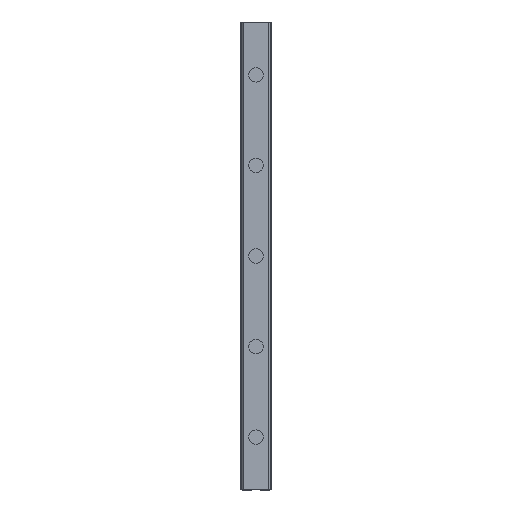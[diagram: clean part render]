
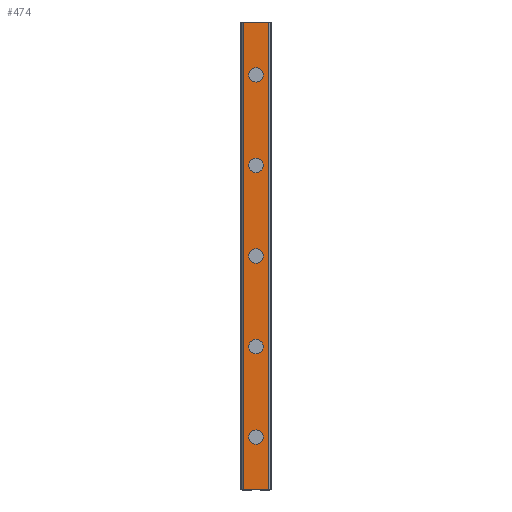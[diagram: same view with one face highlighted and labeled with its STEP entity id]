
A CAD part, top view. The second image highlights one B-rep face of the part: STEP entity #474.
In plain terms, the highlighted planar face has unit normal (0, 0, 1).
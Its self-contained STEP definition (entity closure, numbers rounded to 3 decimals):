
#474=ADVANCED_FACE('',(#970,#971,#972,#973,#974,#975),#976,.T.);
#970=FACE_BOUND('',#1481,.T.);
#971=FACE_BOUND('',#1482,.T.);
#972=FACE_BOUND('',#1483,.T.);
#973=FACE_BOUND('',#1484,.T.);
#974=FACE_BOUND('',#1485,.T.);
#975=FACE_OUTER_BOUND('',#1486,.T.);
#976=PLANE('',#1487);
#1481=EDGE_LOOP('',(#2867,#2868));
#1482=EDGE_LOOP('',(#2869,#2870));
#1483=EDGE_LOOP('',(#2871,#2872));
#1484=EDGE_LOOP('',(#2873,#2874));
#1485=EDGE_LOOP('',(#2875,#2876));
#1486=EDGE_LOOP('',(#2877,#2878,#2879,#2880));
#1487=AXIS2_PLACEMENT_3D('',#2881,#2882,#2883);
#2867=ORIENTED_EDGE('',*,*,#3099,.T.);
#2868=ORIENTED_EDGE('',*,*,#3476,.T.);
#2869=ORIENTED_EDGE('',*,*,#3087,.T.);
#2870=ORIENTED_EDGE('',*,*,#3494,.T.);
#2871=ORIENTED_EDGE('',*,*,#3075,.T.);
#2872=ORIENTED_EDGE('',*,*,#3509,.T.);
#2873=ORIENTED_EDGE('',*,*,#3063,.T.);
#2874=ORIENTED_EDGE('',*,*,#3524,.T.);
#2875=ORIENTED_EDGE('',*,*,#3051,.T.);
#2876=ORIENTED_EDGE('',*,*,#3539,.T.);
#2877=ORIENTED_EDGE('',*,*,#3458,.T.);
#2878=ORIENTED_EDGE('',*,*,#3588,.F.);
#2879=ORIENTED_EDGE('',*,*,#3330,.F.);
#2880=ORIENTED_EDGE('',*,*,#3586,.T.);
#2881=CARTESIAN_POINT('',(0.,310.0,15.5));
#2882=DIRECTION('',(0.0,0.0,1.0));
#2883=DIRECTION('',(-1.0,0.0,-0.0));
#3051=EDGE_CURVE('',#3644,#3641,#3645,.T.);
#3063=EDGE_CURVE('',#3666,#3663,#3667,.T.);
#3075=EDGE_CURVE('',#3688,#3685,#3689,.T.);
#3087=EDGE_CURVE('',#3710,#3707,#3711,.T.);
#3099=EDGE_CURVE('',#3732,#3729,#3733,.T.);
#3330=EDGE_CURVE('',#4078,#4080,#4081,.T.);
#3458=EDGE_CURVE('',#4291,#4289,#4292,.T.);
#3476=EDGE_CURVE('',#3729,#3732,#4325,.T.);
#3494=EDGE_CURVE('',#3707,#3710,#4345,.T.);
#3509=EDGE_CURVE('',#3685,#3688,#4362,.T.);
#3524=EDGE_CURVE('',#3663,#3666,#4379,.T.);
#3539=EDGE_CURVE('',#3641,#3644,#4396,.T.);
#3586=EDGE_CURVE('',#4078,#4291,#4445,.T.);
#3588=EDGE_CURVE('',#4080,#4289,#4447,.T.);
#3641=VERTEX_POINT('',#4502);
#3644=VERTEX_POINT('',#4506);
#3645=CIRCLE('',#4507,4.75);
#3663=VERTEX_POINT('',#4528);
#3666=VERTEX_POINT('',#4532);
#3667=CIRCLE('',#4533,4.75);
#3685=VERTEX_POINT('',#4554);
#3688=VERTEX_POINT('',#4558);
#3689=CIRCLE('',#4559,4.75);
#3707=VERTEX_POINT('',#4580);
#3710=VERTEX_POINT('',#4584);
#3711=CIRCLE('',#4585,4.75);
#3729=VERTEX_POINT('',#4606);
#3732=VERTEX_POINT('',#4610);
#3733=CIRCLE('',#4611,4.75);
#4078=VERTEX_POINT('',#5089);
#4080=VERTEX_POINT('',#5092);
#4081=LINE('',#5093,#5094);
#4289=VERTEX_POINT('',#5386);
#4291=VERTEX_POINT('',#5389);
#4292=LINE('',#5390,#5391);
#4325=CIRCLE('',#5431,4.75);
#4345=CIRCLE('',#5457,4.75);
#4362=CIRCLE('',#5478,4.75);
#4379=CIRCLE('',#5499,4.75);
#4396=CIRCLE('',#5520,4.75);
#4445=LINE('',#5589,#5590);
#4447=LINE('',#5592,#5593);
#4502=CARTESIAN_POINT('',(4.75,35.0,15.5));
#4506=CARTESIAN_POINT('',(-4.75,35.0,15.5));
#4507=AXIS2_PLACEMENT_3D('',#5665,#5666,#5667);
#4528=CARTESIAN_POINT('',(4.75,95.0,15.5));
#4532=CARTESIAN_POINT('',(-4.75,95.0,15.5));
#4533=AXIS2_PLACEMENT_3D('',#5687,#5688,#5689);
#4554=CARTESIAN_POINT('',(4.75,155.0,15.5));
#4558=CARTESIAN_POINT('',(-4.75,155.0,15.5));
#4559=AXIS2_PLACEMENT_3D('',#5709,#5710,#5711);
#4580=CARTESIAN_POINT('',(4.75,215.0,15.5));
#4584=CARTESIAN_POINT('',(-4.75,215.0,15.5));
#4585=AXIS2_PLACEMENT_3D('',#5731,#5732,#5733);
#4606=CARTESIAN_POINT('',(4.75,275.0,15.5));
#4610=CARTESIAN_POINT('',(-4.75,275.0,15.5));
#4611=AXIS2_PLACEMENT_3D('',#5753,#5754,#5755);
#5089=CARTESIAN_POINT('',(-8.378,310.0,15.5));
#5092=CARTESIAN_POINT('',(8.378,310.0,15.5));
#5093=CARTESIAN_POINT('',(-8.378,310.0,15.5));
#5094=VECTOR('',#5995,1.0);
#5386=CARTESIAN_POINT('',(8.378,0.0,15.5));
#5389=CARTESIAN_POINT('',(-8.378,0.0,15.5));
#5390=CARTESIAN_POINT('',(-8.378,0.0,15.5));
#5391=VECTOR('',#6135,1.0);
#5431=AXIS2_PLACEMENT_3D('',#6170,#6171,#6172);
#5457=AXIS2_PLACEMENT_3D('',#6191,#6192,#6193);
#5478=AXIS2_PLACEMENT_3D('',#6210,#6211,#6212);
#5499=AXIS2_PLACEMENT_3D('',#6229,#6230,#6231);
#5520=AXIS2_PLACEMENT_3D('',#6248,#6249,#6250);
#5589=CARTESIAN_POINT('',(-8.378,310.0,15.5));
#5590=VECTOR('',#6283,1.0);
#5592=CARTESIAN_POINT('',(8.378,310.0,15.5));
#5593=VECTOR('',#6284,1.0);
#5665=CARTESIAN_POINT('',(0.0,35.0,15.5));
#5666=DIRECTION('',(0.0,0.0,-1.0));
#5667=DIRECTION('',(1.0,0.0,0.0));
#5687=CARTESIAN_POINT('',(0.0,95.0,15.5));
#5688=DIRECTION('',(0.0,0.0,-1.0));
#5689=DIRECTION('',(1.0,0.0,0.0));
#5709=CARTESIAN_POINT('',(0.0,155.0,15.5));
#5710=DIRECTION('',(0.0,0.0,-1.0));
#5711=DIRECTION('',(1.0,0.0,0.0));
#5731=CARTESIAN_POINT('',(0.0,215.0,15.5));
#5732=DIRECTION('',(0.0,0.0,-1.0));
#5733=DIRECTION('',(1.0,0.0,0.0));
#5753=CARTESIAN_POINT('',(0.0,275.0,15.5));
#5754=DIRECTION('',(0.0,0.0,-1.0));
#5755=DIRECTION('',(1.0,0.0,0.0));
#5995=DIRECTION('',(1.0,0.0,0.0));
#6135=DIRECTION('',(1.0,0.0,0.0));
#6170=CARTESIAN_POINT('',(0.0,275.0,15.5));
#6171=DIRECTION('',(0.0,0.0,-1.0));
#6172=DIRECTION('',(1.0,0.0,0.0));
#6191=CARTESIAN_POINT('',(0.0,215.0,15.5));
#6192=DIRECTION('',(0.0,0.0,-1.0));
#6193=DIRECTION('',(1.0,0.0,0.0));
#6210=CARTESIAN_POINT('',(0.0,155.0,15.5));
#6211=DIRECTION('',(0.0,0.0,-1.0));
#6212=DIRECTION('',(1.0,0.0,0.0));
#6229=CARTESIAN_POINT('',(0.0,95.0,15.5));
#6230=DIRECTION('',(0.0,0.0,-1.0));
#6231=DIRECTION('',(1.0,0.0,0.0));
#6248=CARTESIAN_POINT('',(0.0,35.0,15.5));
#6249=DIRECTION('',(0.0,0.0,-1.0));
#6250=DIRECTION('',(1.0,0.0,0.0));
#6283=DIRECTION('',(0.0,-1.0,0.0));
#6284=DIRECTION('',(0.0,-1.0,0.0));
